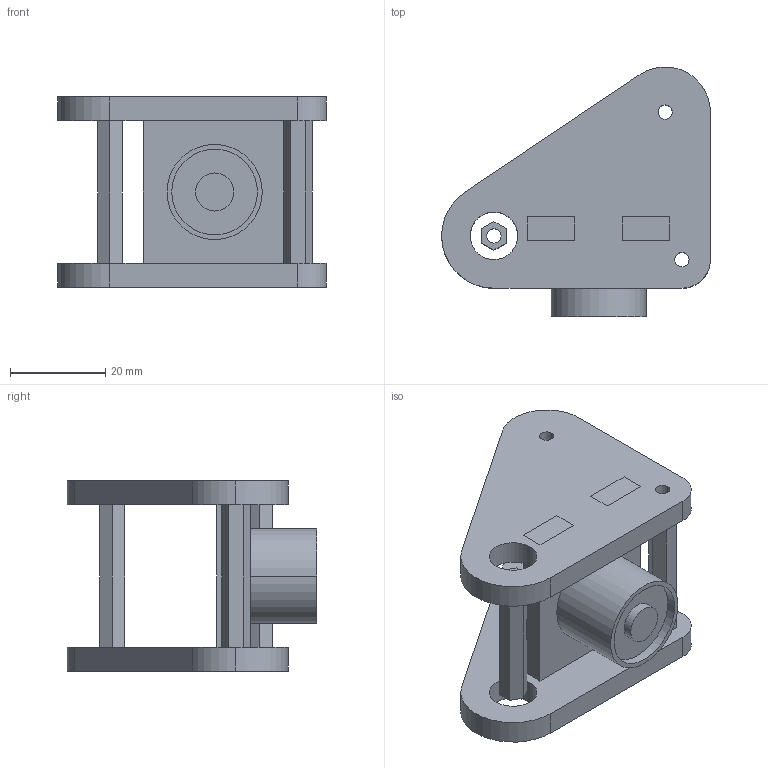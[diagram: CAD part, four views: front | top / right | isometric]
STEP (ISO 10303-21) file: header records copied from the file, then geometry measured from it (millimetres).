
FILE_DESCRIPTION (( 'STEP AP214' ), '1' );
FILE_NAME ('EE.STEP', '2024-10-18T07:09:04', ( '' ), ( '' ), 'SwSTEP 2.0', 'SolidWorks 2024', '' );
FILE_SCHEMA (( 'AUTOMOTIVE_DESIGN' ));
Length unit declared in the file: inch
Products named in the file (5): op_bac_cuoi; Nam_cham; de_ngang_op_bac_cuoi; EE; trudong30mm
Assembly tree (7 placements, depth 2):
  EE
    de_ngang_op_bac_cuoi
    op_bac_cuoi  x2
    trudong30mm  x3
    Nam_cham
Bounding box: 56.5 x 52.47 x 40 mm (x, y, z)
Volume: 28613.3 mm3; surface area: 17250.1 mm2
Topology: 7 solids, 7 shells, 105 faces, 264 edges, 176 vertices
Faces by surface type: plane 69, cylinder 36
Entity records: 2065 total; most frequent: DIRECTION 341, CARTESIAN_POINT 327, ORIENTED_EDGE 306, EDGE_CURVE 153, AXIS2_PLACEMENT_3D 116, VECTOR 109, LINE 109, VERTEX_POINT 102
